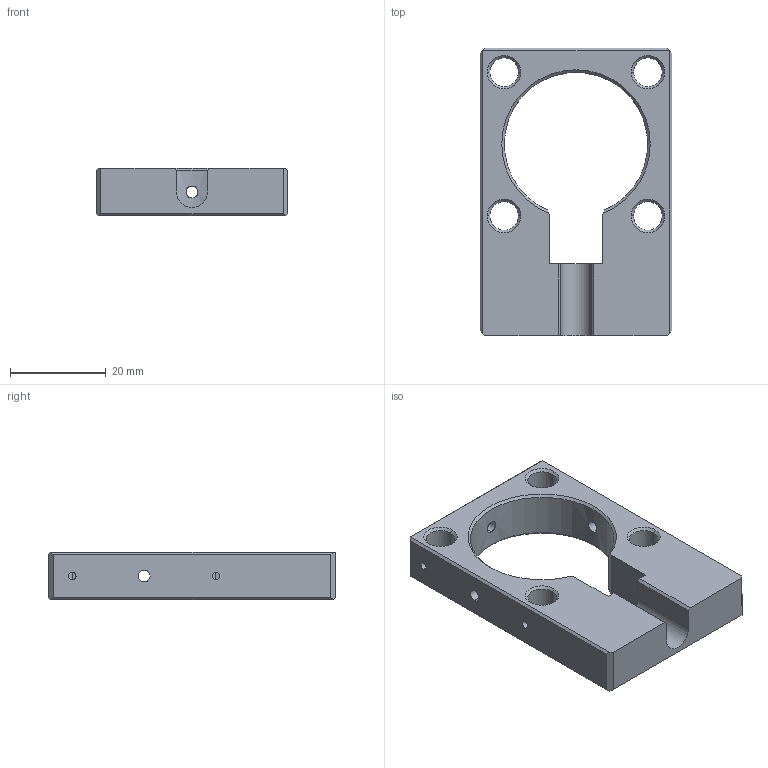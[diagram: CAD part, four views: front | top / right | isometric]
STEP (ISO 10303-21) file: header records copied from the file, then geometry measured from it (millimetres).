
FILE_DESCRIPTION (( 'STEP AP203' ), '1' );
FILE_NAME ('GCT-020112 俋倛芞.STEP', '2017-07-25T03:46:35', ( 'Lxtx999.CoM' ), ( 'Lxtx999.CoM' ), 'SwSTEP 2.0', 'SolidWorks 2012', '' );
FILE_SCHEMA (( 'CONFIG_CONTROL_DESIGN' ));
Length unit declared in the file: millimetre
Products named in the file (1): GCT-020112 俋倛芞
Bounding box: 40 x 60 x 10 mm (x, y, z)
Volume: 13724 mm3; surface area: 6834.3 mm2
Topology: 1 solids, 1 shells, 74 faces, 199 edges, 120 vertices
Faces by surface type: cylinder 26, plane 26, cone 22
Entity records: 2622 total; most frequent: CARTESIAN_POINT 648, ORIENTED_EDGE 398, DIRECTION 391, EDGE_CURVE 199, AXIS2_PLACEMENT_3D 135, VECTOR 121, LINE 121, VERTEX_POINT 120
